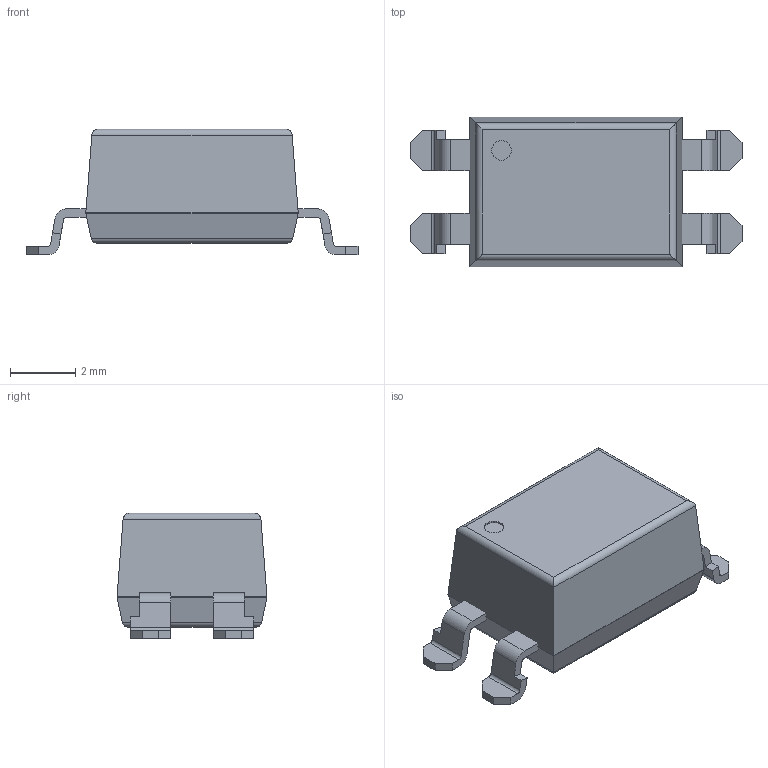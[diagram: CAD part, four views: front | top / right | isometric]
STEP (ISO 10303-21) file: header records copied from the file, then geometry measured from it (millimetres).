
FILE_DESCRIPTION (( 'STEP AP214' ), '1' );
FILE_NAME ('User Library-MDIP_4L.STEP', '2019-04-23T21:24:28', ( '' ), ( '' ), 'SwSTEP 2.0', 'SolidWorks 2019', '' );
FILE_SCHEMA (( 'AUTOMOTIVE_DESIGN' ));
Length unit declared in the file: millimetre
Products named in the file (7): User Library-MDIP_4L_MDIP_4L003; User Library-MDIP_4L_MDIP_4L002; User Library-MDIP_4L_Cut; User Library-MDIP_4L; User Library-MDIP_4L_MDIP_4L005; User Library-MDIP_4L_Fillet001; User Library-MDIP_4L_MDIP_4L004
Assembly tree (6 placements, depth 2):
  User Library-MDIP_4L
    User Library-MDIP_4L_Fillet001
    User Library-MDIP_4L_MDIP_4L004
    User Library-MDIP_4L_MDIP_4L002
    User Library-MDIP_4L_MDIP_4L005
    User Library-MDIP_4L_MDIP_4L003
    User Library-MDIP_4L_Cut
Bounding box: 10.16 x 4.59 x 3.85 mm (x, y, z)
Volume: 99.7 mm3; surface area: 215.8 mm2
Topology: 6 solids, 6 shells, 99 faces, 246 edges, 160 vertices
Faces by surface type: plane 73, cylinder 26
Entity records: 4275 total; most frequent: CARTESIAN_POINT 538, ORIENTED_EDGE 492, DIRECTION 490, EDGE_CURVE 246, LINE 202, VECTOR 202, VERTEX_POINT 160, AXIS2_PLACEMENT_3D 144
